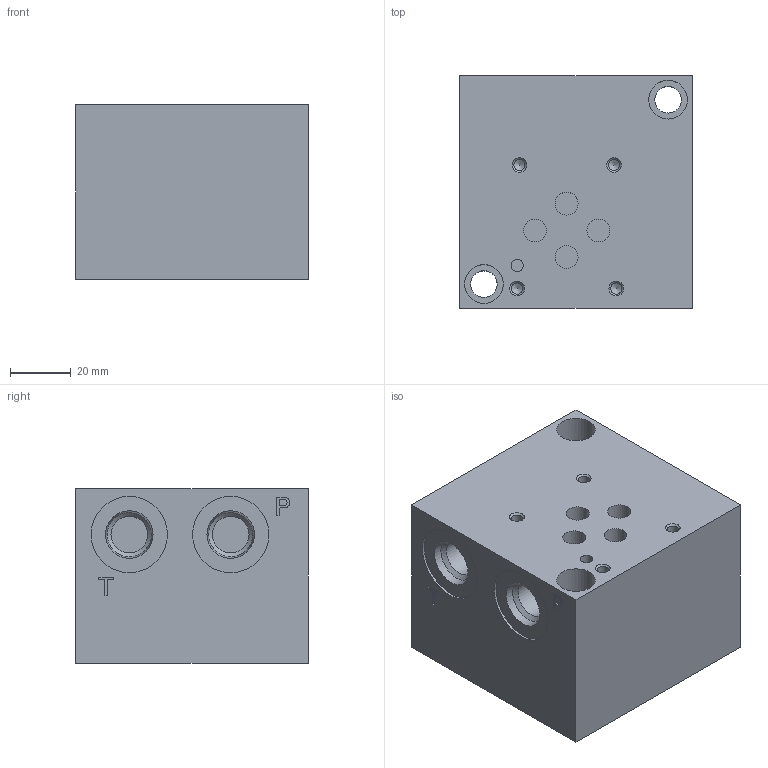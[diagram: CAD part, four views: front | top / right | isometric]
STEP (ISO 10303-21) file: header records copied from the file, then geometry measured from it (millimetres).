
FILE_DESCRIPTION( ( 'STEP AP214' ), ' ' );
FILE_NAME( 'AD03SPRVC6S.stp', '2018-06-07T00:45:18', ( '' ), ( '' ), ' ', 'PARTsolutions', ' ' );
FILE_SCHEMA( ( 'AUTOMOTIVE_DESIGN { 1 0 10303 214 1 1 1 1 }' ) );
Length unit declared in the file: inch
Products named in the file (1): _AD03SPRVC6S
Bounding box: 76.2 x 76.2 x 57.15 mm (x, y, z)
Volume: 287867 mm3; surface area: 41101.9 mm2
Topology: 1 solids, 1 shells, 259 faces, 632 edges, 413 vertices
Faces by surface type: plane 164, cylinder 71, cone 24
Full cylindrical faces by diameter (mm): 3.68 x4, 4.013 x1, 7.493 x4, 8.738 x2, 11.996 x6, 12.7 x2, 14.275 x1, 15.9 x1, 20.625 x1, 25.019 x6, 30.175 x1
Entity records: 9383 total; most frequent: CARTESIAN_POINT 1284, DIRECTION 1249, ORIENTED_EDGE 1140, EDGE_CURVE 570, AXIS2_PLACEMENT_3D 420, VERTEX_POINT 409, LINE 409, VECTOR 409
